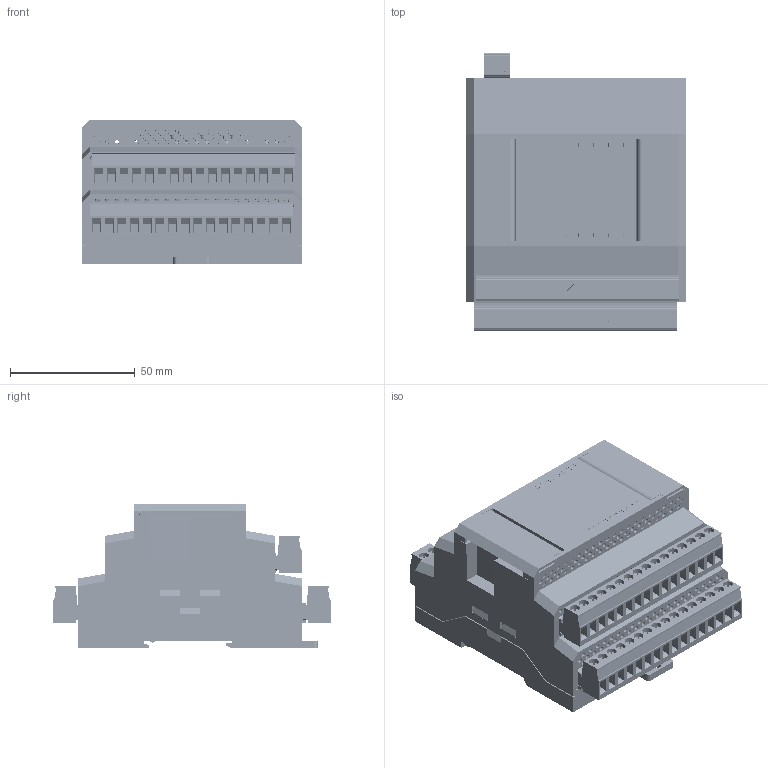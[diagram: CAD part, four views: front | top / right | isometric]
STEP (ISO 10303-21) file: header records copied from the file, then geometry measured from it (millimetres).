
FILE_DESCRIPTION(('STEP AP242'), '1');
FILE_NAME('3D ìîäåëü ÏÐÌ-ÕÕÕ.5', '', ('UNSPECIFIED'), ('UNSPECIFIED'), 'C3D Converter', 'C3D Toolkit', '');
FILE_SCHEMA(('AP242_MANAGED_MODEL_BASED_3D_ENGINEERING_MIM_LF { 1 0 10303 442 1 1 4 }'));
Length unit declared in the file: millimetre
Products named in the file (8): плата 1; плата 3 ; плата 2 ; Клемма 2edgk-5,08-1p
Assembly tree (38 placements, depth 2):
  (unnamed)
    (unnamed)
    плата 1
    плата 3 
    плата 2 
    Клемма 2edgk-5,08-1p  x16
    Клемма 2edgk-5,08-1p  x16
    Клемма 2edgk-5,08-1p  x2
Bounding box: 88 x 111.21 x 57.91 mm (x, y, z)
Volume: 395490 mm3; surface area: 138811.3 mm2
Topology: 64 solids, 64 shells, 6656 faces, 17804 edges, 11444 vertices
Faces by surface type: plane 5347, cylinder 693, cone 422, bspline 80, sphere 72, torus 42
Full cylindrical faces by diameter (mm): 1.4 x34, 2 x4, 2.1 x10, 2.472 x8, 2.8 x34, 2.9 x34, 3.8 x34, 4 x34
Entity records: 238557 total; most frequent: CARTESIAN_POINT 73868, ORIENTED_EDGE 26082, DIRECTION 23811, EDGE_CURVE 13041, LINE 10703, VECTOR 10703, VERTEX_POINT 8642, AXIS2_PLACEMENT_3D 6554
